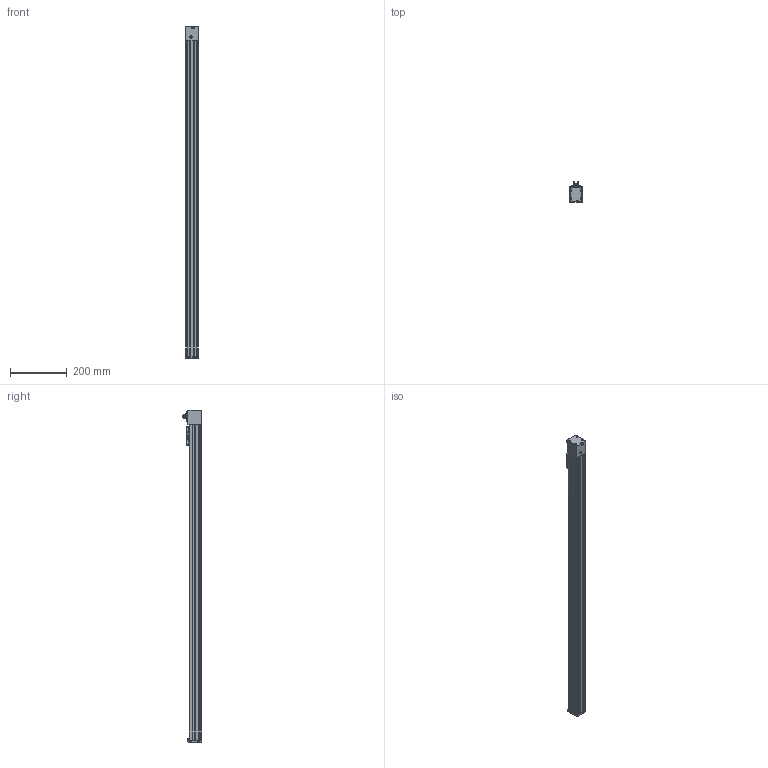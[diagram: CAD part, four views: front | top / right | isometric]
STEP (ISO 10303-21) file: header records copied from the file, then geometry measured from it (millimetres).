
FILE_DESCRIPTION( ( 'STEP AP214' ), '1' );
FILE_NAME( '8062773_ELGC-TB-KF-45-1000.stp', '2019-10-24T01:38:27', ( '' ), ( '' ), ' ', 'PARTsolutions', ' ' );
FILE_SCHEMA( ( 'AUTOMOTIVE_DESIGN { 1 0 10303 214 1 1 1 1 }' ) );
Length unit declared in the file: millimetre
Products named in the file (6): 8062773 ELGC-TB-KF-45-1000---(0); HI_8058608 ELGC-TB-KF-45-1000---(h); HI_2775781 G1/8A; HI_8058608 ELGC-TB-KF-45(s); _4826928 EAMC-15-GS8-D8x9-A(elgc); _DIN-912 - M2.5x8(F)
Assembly tree (5 placements, depth 2):
  8062773 ELGC-TB-KF-45-1000---(0)
    HI_8058608 ELGC-TB-KF-45-1000---(h)
    HI_2775781 G1/8A
    HI_8058608 ELGC-TB-KF-45(s)
    _4826928 EAMC-15-GS8-D8x9-A(elgc)
    _DIN-912 - M2.5x8(F)
Bounding box: 45 x 69.4 x 1165 mm (x, y, z)
Volume: 1748230.2 mm3; surface area: 410998.7 mm2
Topology: 5 solids, 5 shells, 743 faces, 1920 edges, 1250 vertices
Faces by surface type: plane 368, cylinder 311, cone 46, torus 18
Full cylindrical faces by diameter (mm): 1.567 x4, 2.013 x2, 2.5 x1, 3 x1, 3.242 x4, 4 x4, 4.5 x1, 4.7 x2, 5.5 x10, 6.1 x4, 7 x2, 7.8 x1, 8 x1, 8.1 x2, 8.5 x1, 8.566 x1, 9.728 x2, 10 x1
Entity records: 28461 total; most frequent: CARTESIAN_POINT 4138, DIRECTION 3955, ORIENTED_EDGE 3628, EDGE_CURVE 1814, AXIS2_PLACEMENT_3D 1447, VERTEX_POINT 1238, LINE 1061, VECTOR 1061
